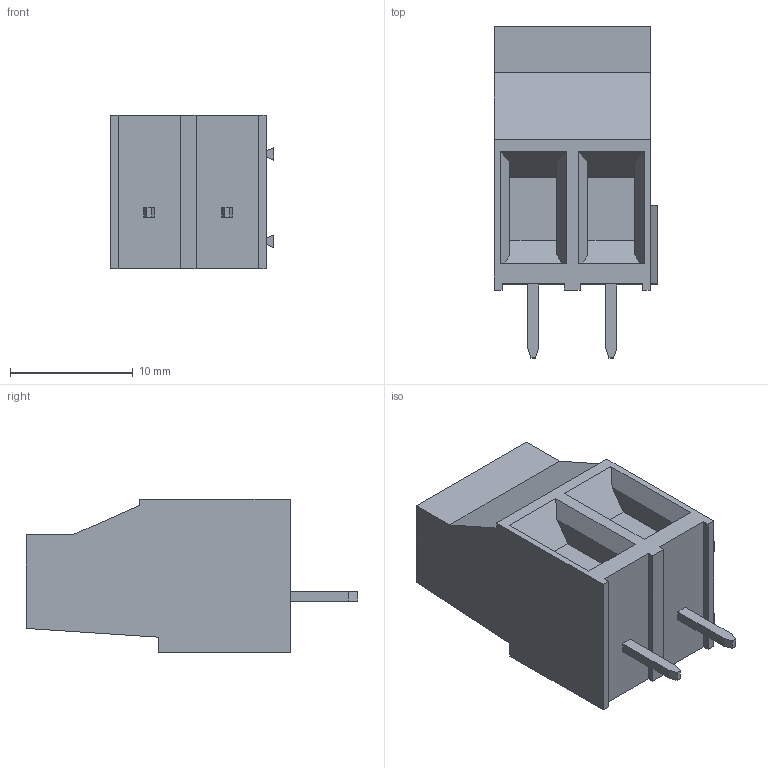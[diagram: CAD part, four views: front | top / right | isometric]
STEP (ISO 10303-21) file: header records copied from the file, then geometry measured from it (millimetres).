
FILE_DESCRIPTION((''),'2;1');
FILE_NAME('393800102','2015-01-09T',('me'),(''),'PRO/ENGINEER BY PARAMETRIC TECHNOLOGY CORPORATION, 2011490','PRO/ENGINEER BY PARAMETRIC TECHNOLOGY CORPORATION, 2011490','');
FILE_SCHEMA(('CONFIG_CONTROL_DESIGN'));
Length unit declared in the file: inch
Products named in the file (1): 393800102
Bounding box: 13.31 x 27 x 12.5 mm (x, y, z)
Volume: 2600.4 mm3; surface area: 1632.2 mm2
Topology: 1 solids, 1 shells, 89 faces, 247 edges, 174 vertices
Faces by surface type: plane 81, cylinder 8
Entity records: 2864 total; most frequent: CARTESIAN_POINT 499, ORIENTED_EDGE 478, DIRECTION 459, EDGE_CURVE 239, VECTOR 215, LINE 215, VERTEX_POINT 162, AXIS2_PLACEMENT_3D 122
